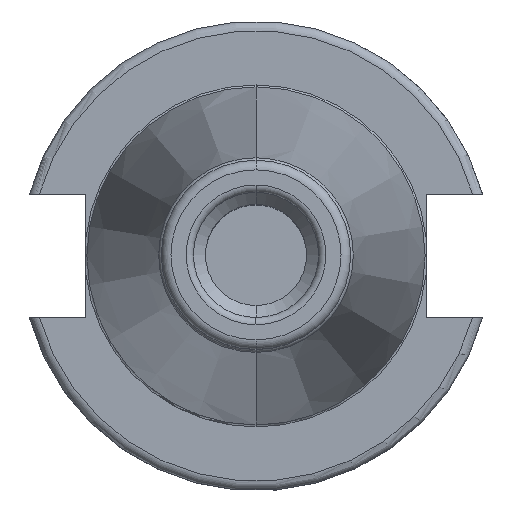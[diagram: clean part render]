
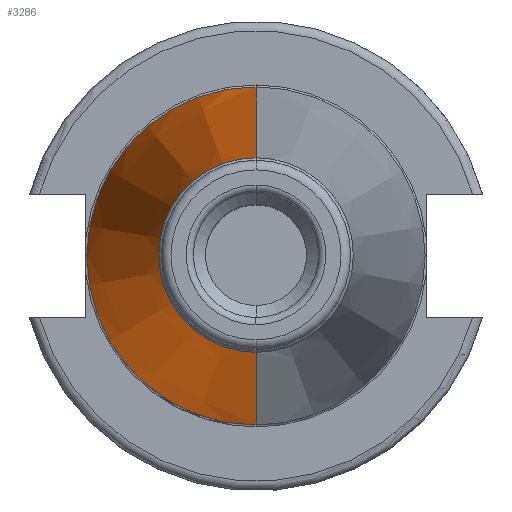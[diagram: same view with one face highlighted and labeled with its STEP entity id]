
A CAD part, top view. The second image highlights one B-rep face of the part: STEP entity #3286.
In plain terms, the highlighted conical face has half-angle 8.297 degrees and reference radius 27.65 mm.
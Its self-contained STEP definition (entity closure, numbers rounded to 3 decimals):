
#1220=DIRECTION('',(0,-0.144,0.99));
#1221=VECTOR('',#1220,103.254);
#1222=CARTESIAN_POINT('',(0,35.1,14));
#1223=LINE('',#1222,#1221);
#1224=DIRECTION('',(0,0.144,0.99));
#1225=VECTOR('',#1224,103.254);
#1226=CARTESIAN_POINT('',(0,-35.1,14));
#1227=LINE('',#1226,#1225);
#1228=CARTESIAN_POINT('',(0,0,14));
#1229=DIRECTION('',(0,0,1));
#1230=DIRECTION('',(0,1,0));
#1231=AXIS2_PLACEMENT_3D('',#1228,#1229,#1230);
#1253=CARTESIAN_POINT('',(0,0,116.173));
#1254=DIRECTION('',(0,0,1));
#1255=DIRECTION('',(0,1,0));
#1256=AXIS2_PLACEMENT_3D('',#1253,#1254,#1255);
#1585=CARTESIAN_POINT('',(0,35.1,14));
#1586=VERTEX_POINT('',#1585);
#1587=CARTESIAN_POINT('',(0,20.2,116.173));
#1588=VERTEX_POINT('',#1587);
#1625=CARTESIAN_POINT('',(0,-35.1,14));
#1626=VERTEX_POINT('',#1625);
#1627=CARTESIAN_POINT('',(0,-20.2,116.173));
#1628=VERTEX_POINT('',#1627);
#3272=CARTESIAN_POINT('',(0,0,65.087));
#3273=DIRECTION('',(0,0,-1));
#3274=DIRECTION('',(0,-1,0));
#3275=AXIS2_PLACEMENT_3D('',#3272,#3273,#3274);
#3276=CONICAL_SURFACE('',#3275,27.65,8.297);
#3278=ORIENTED_EDGE('',*,*,#3277,.T.);
#3280=ORIENTED_EDGE('',*,*,#3279,.T.);
#3282=ORIENTED_EDGE('',*,*,#3281,.F.);
#3283=ORIENTED_EDGE('',*,*,#3265,.F.);
#3284=EDGE_LOOP('',(#3278,#3280,#3282,#3283));
#3285=FACE_OUTER_BOUND('',#3284,.F.);
#3286=ADVANCED_FACE('',(#3285),#3276,.T.);
#1232=CIRCLE('',#1231,35.1);
#1257=CIRCLE('',#1256,20.2);
#3265=EDGE_CURVE('',#1586,#1626,#1232,.T.);
#3277=EDGE_CURVE('',#1586,#1588,#1223,.T.);
#3279=EDGE_CURVE('',#1588,#1628,#1257,.T.);
#3281=EDGE_CURVE('',#1626,#1628,#1227,.T.);
